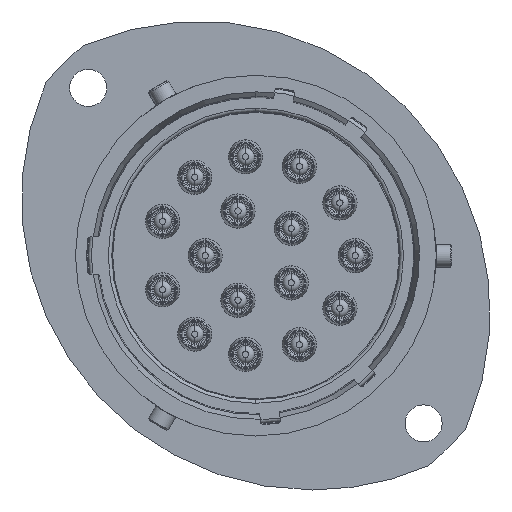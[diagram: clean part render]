
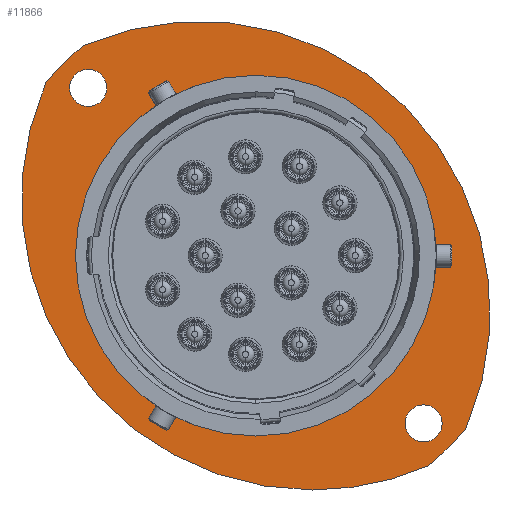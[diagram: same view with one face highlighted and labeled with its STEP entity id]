
A CAD part, left-side view. The second image highlights one B-rep face of the part: STEP entity #11866.
In plain terms, the highlighted planar face has unit normal (-1, 0, 0).
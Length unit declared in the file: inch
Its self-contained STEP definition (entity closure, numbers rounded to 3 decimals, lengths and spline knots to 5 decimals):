
#379 = ORIENTED_EDGE ( 'NONE', *, *, #31639, .F. ) ;
#880 = CIRCLE ( 'NONE', #38825, 0.62283 ) ;
#1260 = EDGE_CURVE ( 'NONE', #30443, #22832, #6740, .T. ) ;
#1511 = CIRCLE ( 'NONE', #3541, 0.62283 ) ;
#1801 = EDGE_CURVE ( 'NONE', #32492, #36159, #9493, .T. ) ;
#1906 = CIRCLE ( 'NONE', #45695, 0.93898 ) ;
#1966 = CIRCLE ( 'NONE', #2943, 0.06398 ) ;
#2133 = CARTESIAN_POINT ( 'NONE',  ( 0.19507, -0.26761, -0.64135 ) ) ;
#2187 = AXIS2_PLACEMENT_3D ( 'NONE', #29008, #7353, #32629 ) ;
#2482 = DIRECTION ( 'NONE',  ( 0., 0., -1. ) ) ;
#2768 = EDGE_CURVE ( 'NONE', #21561, #23909, #34871, .T. ) ;
#2828 = CIRCLE ( 'NONE', #41069, 1.00394 ) ;
#2925 = DIRECTION ( 'NONE',  ( -1., 0., 0. ) ) ;
#2943 = AXIS2_PLACEMENT_3D ( 'NONE', #3796, #29041, #7399 ) ;
#3246 = AXIS2_PLACEMENT_3D ( 'NONE', #25465, #4487, #29724 ) ;
#3300 = CARTESIAN_POINT ( 'NONE',  ( 0.19507, 0.31144, 0.00167 ) ) ;
#3488 = EDGE_LOOP ( 'NONE', ( #42495, #379 ) ) ;
#3541 = AXIS2_PLACEMENT_3D ( 'NONE', #11786, #37080, #15436 ) ;
#3796 = CARTESIAN_POINT ( 'NONE',  ( 0.19507, -0.26761, -0.57738 ) ) ;
#4351 = CARTESIAN_POINT ( 'NONE',  ( 0.19507, -0.26761, -0.5134 ) ) ;
#4487 = DIRECTION ( 'NONE',  ( -1., 0., 0. ) ) ;
#6056 = CARTESIAN_POINT ( 'NONE',  ( 0.19507, 0.11657, -0.80739 ) ) ;
#6740 = CIRCLE ( 'NONE', #18175, 1.00394 ) ;
#6902 = DIRECTION ( 'NONE',  ( 0., 0., 1. ) ) ;
#6962 = CARTESIAN_POINT ( 'NONE',  ( 0.19507, -0.26761, -0.57738 ) ) ;
#7353 = DIRECTION ( 'NONE',  ( -1., 0., 0. ) ) ;
#7365 = EDGE_CURVE ( 'NONE', #11910, #21500, #880, .T. ) ;
#7399 = DIRECTION ( 'NONE',  ( 0., 0., -1. ) ) ;
#8257 = CARTESIAN_POINT ( 'NONE',  ( 0.19507, -0.2849, -0.72363 ) ) ;
#8634 = EDGE_CURVE ( 'NONE', #23909, #21561, #11305, .T. ) ;
#8635 = DIRECTION ( 'NONE',  ( -1., 0., 0. ) ) ;
#8909 = ORIENTED_EDGE ( 'NONE', *, *, #43766, .T. ) ;
#9479 = FACE_OUTER_BOUND ( 'NONE', #33827, .T. ) ;
#9493 = CIRCLE ( 'NONE', #12748, 0.06398 ) ;
#9535 = CIRCLE ( 'NONE', #2187, 1.00394 ) ;
#10561 = DIRECTION ( 'NONE',  ( 0., 0., -1. ) ) ;
#11305 = CIRCLE ( 'NONE', #3246, 0.06398 ) ;
#11786 = CARTESIAN_POINT ( 'NONE',  ( 0.19507, 0.31144, 0.00167 ) ) ;
#11866 = ADVANCED_FACE ( 'NONE', ( #19051, #27573, #46745, #9479 ), #33776, .F. ) ;
#11910 = VERTEX_POINT ( 'NONE', #41351 ) ;
#12299 = DIRECTION ( 'NONE',  ( 1., 0., 0. ) ) ;
#12748 = AXIS2_PLACEMENT_3D ( 'NONE', #6962, #32212, #10561 ) ;
#13144 = DIRECTION ( 'NONE',  ( -1., 0., 0. ) ) ;
#15236 = CARTESIAN_POINT ( 'NONE',  ( 0.19507, 0.31144, 0.00167 ) ) ;
#15436 = DIRECTION ( 'NONE',  ( 0., 0., 1. ) ) ;
#15887 = CARTESIAN_POINT ( 'NONE',  ( 0.19507, 0.31144, -0.62116 ) ) ;
#15963 = ORIENTED_EDGE ( 'NONE', *, *, #1801, .F. ) ;
#15972 = CIRCLE ( 'NONE', #40138, 0.93898 ) ;
#18175 = AXIS2_PLACEMENT_3D ( 'NONE', #45672, #24076, #2482 ) ;
#18825 = DIRECTION ( 'NONE',  ( 0., 0., 1. ) ) ;
#19051 = FACE_BOUND ( 'NONE', #43554, .T. ) ;
#20075 = AXIS2_PLACEMENT_3D ( 'NONE', #33943, #12299, #37568 ) ;
#20911 = ORIENTED_EDGE ( 'NONE', *, *, #45989, .F. ) ;
#21500 = VERTEX_POINT ( 'NONE', #15887 ) ;
#21561 = VERTEX_POINT ( 'NONE', #34362 ) ;
#22832 = VERTEX_POINT ( 'NONE', #40693 ) ;
#23909 = VERTEX_POINT ( 'NONE', #43392 ) ;
#24076 = DIRECTION ( 'NONE',  ( -1., 0., 0. ) ) ;
#24103 = CARTESIAN_POINT ( 'NONE',  ( 0.19507, -0.41386, -0.59466 ) ) ;
#24535 = CARTESIAN_POINT ( 'NONE',  ( 0.19507, 0.89049, 0.58072 ) ) ;
#25465 = CARTESIAN_POINT ( 'NONE',  ( 0.19507, 0.89049, 0.58072 ) ) ;
#26509 = AXIS2_PLACEMENT_3D ( 'NONE', #24535, #2925, #28172 ) ;
#27573 = FACE_BOUND ( 'NONE', #37313, .T. ) ;
#27789 = EDGE_CURVE ( 'NONE', #34782, #34597, #2828, .T. ) ;
#28172 = DIRECTION ( 'NONE',  ( 0., 0., -1. ) ) ;
#28229 = ORIENTED_EDGE ( 'NONE', *, *, #8634, .F. ) ;
#28525 = DIRECTION ( 'NONE',  ( -1., 0., 0. ) ) ;
#29008 = CARTESIAN_POINT ( 'NONE',  ( 0.19507, 0.11657, 0.19654 ) ) ;
#29041 = DIRECTION ( 'NONE',  ( -1., 0., 0. ) ) ;
#29724 = DIRECTION ( 'NONE',  ( 0., 0., -1. ) ) ;
#30254 = CARTESIAN_POINT ( 'NONE',  ( 0.19507, 0.11657, 0.19654 ) ) ;
#30443 = VERTEX_POINT ( 'NONE', #24103 ) ;
#31639 = EDGE_CURVE ( 'NONE', #21500, #11910, #1511, .T. ) ;
#32212 = DIRECTION ( 'NONE',  ( -1., 0., 0. ) ) ;
#32492 = VERTEX_POINT ( 'NONE', #2133 ) ;
#32512 = EDGE_CURVE ( 'NONE', #22832, #41611, #15972, .T. ) ;
#32629 = DIRECTION ( 'NONE',  ( 0., 0., -1. ) ) ;
#33038 = ORIENTED_EDGE ( 'NONE', *, *, #32512, .T. ) ;
#33776 = PLANE ( 'NONE',  #20075 ) ;
#33827 = EDGE_LOOP ( 'NONE', ( #8909, #45628, #38804, #34785, #33038 ) ) ;
#33890 = DIRECTION ( 'NONE',  ( 0., 0., -1. ) ) ;
#33943 = CARTESIAN_POINT ( 'NONE',  ( 0.19507, 0.93427, 0.00167 ) ) ;
#34362 = CARTESIAN_POINT ( 'NONE',  ( 0.19507, 0.89049, 0.51674 ) ) ;
#34597 = VERTEX_POINT ( 'NONE', #8257 ) ;
#34719 = ORIENTED_EDGE ( 'NONE', *, *, #2768, .F. ) ;
#34782 = VERTEX_POINT ( 'NONE', #6056 ) ;
#34785 = ORIENTED_EDGE ( 'NONE', *, *, #1260, .T. ) ;
#34788 = CARTESIAN_POINT ( 'NONE',  ( 0.19507, 0.31144, 0.00167 ) ) ;
#34871 = CIRCLE ( 'NONE', #26509, 0.06398 ) ;
#36159 = VERTEX_POINT ( 'NONE', #4351 ) ;
#37080 = DIRECTION ( 'NONE',  ( -1., 0., 0. ) ) ;
#37313 = EDGE_LOOP ( 'NONE', ( #15963, #20911 ) ) ;
#37568 = DIRECTION ( 'NONE',  ( 0., 0., -1. ) ) ;
#38414 = DIRECTION ( 'NONE',  ( 0., 0., 1. ) ) ;
#38804 = ORIENTED_EDGE ( 'NONE', *, *, #43866, .T. ) ;
#38825 = AXIS2_PLACEMENT_3D ( 'NONE', #3300, #28525, #6902 ) ;
#40138 = AXIS2_PLACEMENT_3D ( 'NONE', #34788, #13144, #38414 ) ;
#40501 = DIRECTION ( 'NONE',  ( -1., 0., 0. ) ) ;
#40693 = CARTESIAN_POINT ( 'NONE',  ( 0.19507, 0.90777, 0.72697 ) ) ;
#41069 = AXIS2_PLACEMENT_3D ( 'NONE', #30254, #8635, #33890 ) ;
#41351 = CARTESIAN_POINT ( 'NONE',  ( 0.19507, 0.31144, 0.62451 ) ) ;
#41611 = VERTEX_POINT ( 'NONE', #46330 ) ;
#42495 = ORIENTED_EDGE ( 'NONE', *, *, #7365, .F. ) ;
#43392 = CARTESIAN_POINT ( 'NONE',  ( 0.19507, 0.89049, 0.6447 ) ) ;
#43554 = EDGE_LOOP ( 'NONE', ( #34719, #28229 ) ) ;
#43766 = EDGE_CURVE ( 'NONE', #41611, #34782, #9535, .T. ) ;
#43866 = EDGE_CURVE ( 'NONE', #34597, #30443, #1906, .T. ) ;
#45628 = ORIENTED_EDGE ( 'NONE', *, *, #27789, .T. ) ;
#45672 = CARTESIAN_POINT ( 'NONE',  ( 0.19507, 0.50631, -0.1932 ) ) ;
#45695 = AXIS2_PLACEMENT_3D ( 'NONE', #15236, #40501, #18825 ) ;
#45989 = EDGE_CURVE ( 'NONE', #36159, #32492, #1966, .T. ) ;
#46330 = CARTESIAN_POINT ( 'NONE',  ( 0.19507, 1.03674, 0.59801 ) ) ;
#46745 = FACE_BOUND ( 'NONE', #3488, .T. ) ;
